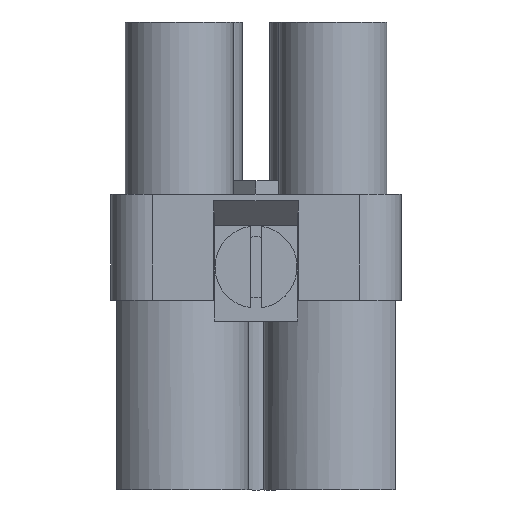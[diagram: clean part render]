
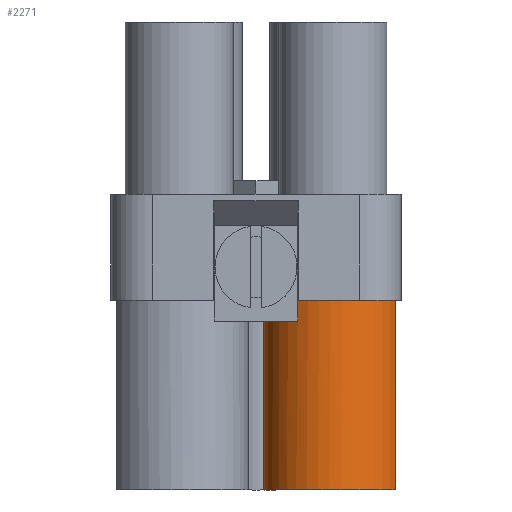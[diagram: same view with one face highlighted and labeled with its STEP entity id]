
A CAD part, left-side view. The second image highlights one B-rep face of the part: STEP entity #2271.
In plain terms, the highlighted cylindrical face has radius 5 mm (diameter 10 mm), a partial arc.
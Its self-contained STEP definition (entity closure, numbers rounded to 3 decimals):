
#1848=CYLINDRICAL_SURFACE('',#8106,5.);
#1994=FACE_OUTER_BOUND('',#2923,.T.);
#2271=ADVANCED_FACE('',(#1994),#1848,.T.);
#2923=EDGE_LOOP('',(#3811,#3812,#3813,#3814,#3815,#3816));
#3811=ORIENTED_EDGE('',*,*,#5473,.F.);
#3812=ORIENTED_EDGE('',*,*,#5475,.F.);
#3813=ORIENTED_EDGE('',*,*,#5476,.T.);
#3814=ORIENTED_EDGE('',*,*,#5477,.T.);
#3815=ORIENTED_EDGE('',*,*,#5478,.F.);
#3816=ORIENTED_EDGE('',*,*,#5479,.F.);
#4871=VERTEX_POINT('',#11062);
#4872=VERTEX_POINT('',#11064);
#4873=VERTEX_POINT('',#11068);
#4874=VERTEX_POINT('',#11070);
#4875=VERTEX_POINT('',#11072);
#4876=VERTEX_POINT('',#11074);
#5473=EDGE_CURVE('',#4871,#4872,#6571,.T.);
#5475=EDGE_CURVE('',#4873,#4871,#5898,.T.);
#5476=EDGE_CURVE('',#4873,#4874,#6573,.T.);
#5477=EDGE_CURVE('',#4874,#4875,#5899,.T.);
#5478=EDGE_CURVE('',#4876,#4875,#6574,.T.);
#5479=EDGE_CURVE('',#4872,#4876,#5900,.T.);
#5898=CIRCLE('',#8103,5.);
#5899=CIRCLE('',#8104,5.);
#5900=CIRCLE('',#8105,5.);
#6571=LINE('',#11063,#7174);
#6573=LINE('',#11069,#7176);
#6574=LINE('',#11073,#7177);
#7174=VECTOR('',#9096,1.);
#7176=VECTOR('',#9102,1.);
#7177=VECTOR('',#9105,1.);
#8103=AXIS2_PLACEMENT_3D('',#11067,#9100,#9101);
#8104=AXIS2_PLACEMENT_3D('',#11071,#9103,#9104);
#8105=AXIS2_PLACEMENT_3D('',#11075,#9106,#9107);
#8106=AXIS2_PLACEMENT_3D('',#11076,#9108,#9109);
#9096=DIRECTION('',(0.,0.,1.));
#9100=DIRECTION('',(0.,0.,-1.));
#9101=DIRECTION('',(-0.425,-0.905,0.));
#9102=DIRECTION('',(0.,0.,1.));
#9103=DIRECTION('',(0.,0.,-1.));
#9104=DIRECTION('',(-0.425,-0.905,0.));
#9105=DIRECTION('',(0.,0.,1.));
#9106=DIRECTION('',(0.,0.,1.));
#9107=DIRECTION('',(0.,1.,0.));
#9108=DIRECTION('',(0.,0.,-1.));
#9109=DIRECTION('',(-0.425,-0.905,0.));
#11062=CARTESIAN_POINT('',(-4.15,-0.55,-16.1));
#11063=CARTESIAN_POINT('',(-4.15,-0.55,-16.1));
#11064=CARTESIAN_POINT('',(-4.15,-0.55,-3.9));
#11067=CARTESIAN_POINT('',(-4.15,-5.55,-16.1));
#11068=CARTESIAN_POINT('',(-6.277,-10.075,-16.1));
#11069=CARTESIAN_POINT('',(-6.277,-10.075,-16.1));
#11070=CARTESIAN_POINT('',(-6.277,-10.075,-2.4));
#11071=CARTESIAN_POINT('',(-4.15,-5.55,-2.4));
#11072=CARTESIAN_POINT('',(-8.451,-3.,-2.4));
#11073=CARTESIAN_POINT('',(-8.451,-3.,-3.9));
#11074=CARTESIAN_POINT('',(-8.451,-3.,-3.9));
#11075=CARTESIAN_POINT('',(-4.15,-5.55,-3.9));
#11076=CARTESIAN_POINT('',(-4.15,-5.55,-2.4));
